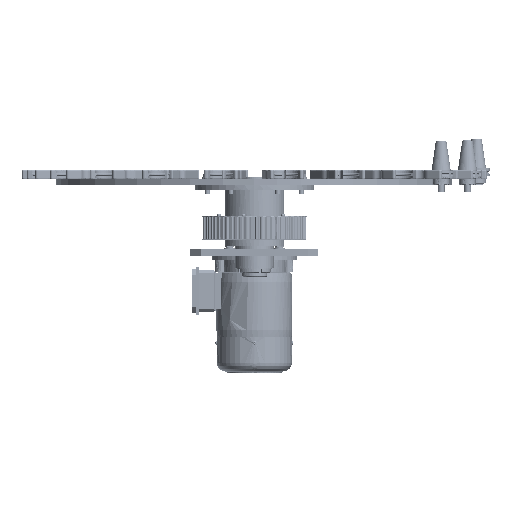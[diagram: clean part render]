
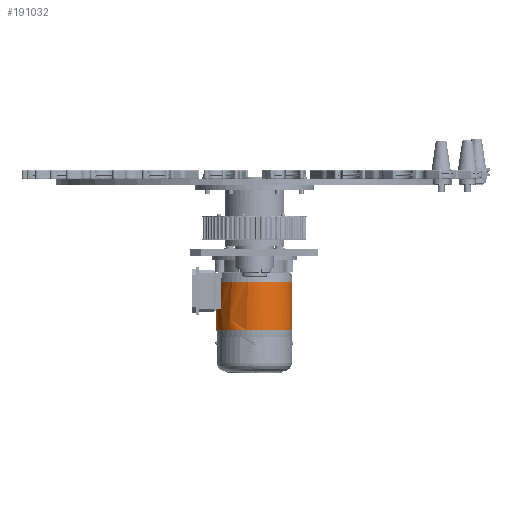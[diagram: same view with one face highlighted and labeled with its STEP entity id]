
A CAD part, left-side view. The second image highlights one B-rep face of the part: STEP entity #191032.
In plain terms, the highlighted free-form (B-spline) face has degree [2, 1] with [5, 2] control points.
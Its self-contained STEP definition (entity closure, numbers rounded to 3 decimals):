
#173826 = VERTEX_POINT('',#173827);
#173827 = CARTESIAN_POINT('',(169.963,-44.601,
    -54.205));
#173833 = EDGE_CURVE('',#173826,#173834,#173836,.T.);
#173834 = VERTEX_POINT('',#173835);
#173835 = CARTESIAN_POINT('',(169.963,-44.601,
    -154.414));
#173836 = B_SPLINE_CURVE_WITH_KNOTS('',1,(#173837,#173838),
  .UNSPECIFIED.,.F.,.F.,(2,2),(-56.5,56.5),.PIECEWISE_BEZIER_KNOTS.);
#173837 = CARTESIAN_POINT('',(169.963,-44.601,
    -54.205));
#173838 = CARTESIAN_POINT('',(169.963,-44.601,
    -154.414));
#173841 = VERTEX_POINT('',#173842);
#173842 = CARTESIAN_POINT('',(169.963,113.41,
    -154.414));
#173850 = EDGE_CURVE('',#173851,#173841,#173853,.T.);
#173851 = VERTEX_POINT('',#173852);
#173852 = CARTESIAN_POINT('',(169.963,113.41,
    -110.517));
#173853 = B_SPLINE_CURVE_WITH_KNOTS('',1,(#173854,#173855),
  .UNSPECIFIED.,.F.,.F.,(2,2),(7.,56.5),.PIECEWISE_BEZIER_KNOTS.);
#173854 = CARTESIAN_POINT('',(169.963,113.41,
    -110.517));
#173855 = CARTESIAN_POINT('',(169.963,113.41,
    -154.414));
#173974 = VERTEX_POINT('',#173975);
#173975 = CARTESIAN_POINT('',(90.958,34.405,
    -54.205));
#173980 = EDGE_CURVE('',#173826,#173974,#173981,.T.);
#173981 = ( BOUNDED_CURVE() B_SPLINE_CURVE(2,(#173982,#173983,#173984),
.UNSPECIFIED.,.F.,.F.) B_SPLINE_CURVE_WITH_KNOTS((3,3),(3.142,
4.712),.PIECEWISE_BEZIER_KNOTS.) CURVE() 
GEOMETRIC_REPRESENTATION_ITEM() RATIONAL_B_SPLINE_CURVE((1.,
0.707,1.)) REPRESENTATION_ITEM('') );
#173982 = CARTESIAN_POINT('',(169.963,-44.601,
    -54.205));
#173983 = CARTESIAN_POINT('',(90.958,-44.601,
    -54.205));
#173984 = CARTESIAN_POINT('',(90.958,34.405,
    -54.205));
#190903 = EDGE_CURVE('',#190904,#190906,#190908,.T.);
#190904 = VERTEX_POINT('',#190905);
#190905 = CARTESIAN_POINT('',(132.274,103.841,
    -54.205));
#190906 = VERTEX_POINT('',#190907);
#190907 = CARTESIAN_POINT('',(132.274,103.841,
    -110.517));
#190908 = B_SPLINE_CURVE_WITH_KNOTS('',1,(#190909,#190910),
  .UNSPECIFIED.,.F.,.F.,(2,2),(-56.5,7.),.PIECEWISE_BEZIER_KNOTS.);
#190909 = CARTESIAN_POINT('',(132.274,103.841,
    -54.205));
#190910 = CARTESIAN_POINT('',(132.274,103.841,
    -110.517));
#190935 = EDGE_CURVE('',#190906,#173851,#190936,.T.);
#190936 = ( BOUNDED_CURVE() B_SPLINE_CURVE(2,(#190937,#190938,#190939),
.UNSPECIFIED.,.F.,.F.) B_SPLINE_CURVE_WITH_KNOTS((3,3),(5.786,
6.283),.PIECEWISE_BEZIER_KNOTS.) CURVE() 
GEOMETRIC_REPRESENTATION_ITEM() RATIONAL_B_SPLINE_CURVE((1.,
0.969,1.)) REPRESENTATION_ITEM('') );
#190937 = CARTESIAN_POINT('',(132.274,103.841,
    -110.517));
#190938 = CARTESIAN_POINT('',(149.904,113.41,
    -110.517));
#190939 = CARTESIAN_POINT('',(169.963,113.41,
    -110.517));
#190995 = EDGE_CURVE('',#173974,#190904,#190996,.T.);
#190996 = ( BOUNDED_CURVE() B_SPLINE_CURVE(2,(#190997,#190998,#190999),
.UNSPECIFIED.,.F.,.F.) B_SPLINE_CURVE_WITH_KNOTS((3,3),(4.712,
5.786),.PIECEWISE_BEZIER_KNOTS.) CURVE() 
GEOMETRIC_REPRESENTATION_ITEM() RATIONAL_B_SPLINE_CURVE((1.,
0.859,1.)) REPRESENTATION_ITEM('') );
#190997 = CARTESIAN_POINT('',(90.958,34.405,
    -54.205));
#190998 = CARTESIAN_POINT('',(90.958,81.415,
    -54.205));
#190999 = CARTESIAN_POINT('',(132.274,103.841,
    -54.205));
#191014 = EDGE_CURVE('',#173841,#173834,#191015,.T.);
#191015 = ( BOUNDED_CURVE() B_SPLINE_CURVE(2,(#191016,#191017,#191018,
#191019,#191020),.UNSPECIFIED.,.F.,.F.) B_SPLINE_CURVE_WITH_KNOTS((3,2,3
),(0.,1.571,3.142),.PIECEWISE_BEZIER_KNOTS.) CURVE() 
GEOMETRIC_REPRESENTATION_ITEM() RATIONAL_B_SPLINE_CURVE((1.,
0.707,1.,0.707,1.)) REPRESENTATION_ITEM('') );
#191016 = CARTESIAN_POINT('',(169.963,113.41,
    -154.414));
#191017 = CARTESIAN_POINT('',(90.958,113.41,
    -154.414));
#191018 = CARTESIAN_POINT('',(90.958,34.405,
    -154.414));
#191019 = CARTESIAN_POINT('',(90.958,-44.601,
    -154.414));
#191020 = CARTESIAN_POINT('',(169.963,-44.601,
    -154.414));
#191032 = ADVANCED_FACE('',(#191033),#191042,.T.);
#191033 = FACE_BOUND('',#191034,.T.);
#191034 = EDGE_LOOP('',(#191035,#191036,#191037,#191038,#191039,#191040,
    #191041));
#191035 = ORIENTED_EDGE('',*,*,#173833,.F.);
#191036 = ORIENTED_EDGE('',*,*,#173980,.T.);
#191037 = ORIENTED_EDGE('',*,*,#190995,.T.);
#191038 = ORIENTED_EDGE('',*,*,#190903,.T.);
#191039 = ORIENTED_EDGE('',*,*,#190935,.T.);
#191040 = ORIENTED_EDGE('',*,*,#173850,.T.);
#191041 = ORIENTED_EDGE('',*,*,#191014,.T.);
#191042 = ( BOUNDED_SURFACE() B_SPLINE_SURFACE(2,1,(
    (#191043,#191044)
    ,(#191045,#191046)
    ,(#191047,#191048)
    ,(#191049,#191050)
    ,(#191051,#191052
)),.UNSPECIFIED.,.F.,.F.,.F.) B_SPLINE_SURFACE_WITH_KNOTS((3,2,3),(2,2),
  (3.142,4.712,6.283),(-56.5,56.5),
.PIECEWISE_BEZIER_KNOTS.) GEOMETRIC_REPRESENTATION_ITEM() 
RATIONAL_B_SPLINE_SURFACE((
    (1.,1.)
    ,(0.707,0.707)
    ,(1.,1.)
    ,(0.707,0.707)
,(1.,1.))) REPRESENTATION_ITEM('') SURFACE() );
#191043 = CARTESIAN_POINT('',(169.963,-44.601,
    -54.205));
#191044 = CARTESIAN_POINT('',(169.963,-44.601,
    -154.414));
#191045 = CARTESIAN_POINT('',(90.958,-44.601,
    -54.205));
#191046 = CARTESIAN_POINT('',(90.958,-44.601,
    -154.414));
#191047 = CARTESIAN_POINT('',(90.958,34.405,
    -54.205));
#191048 = CARTESIAN_POINT('',(90.958,34.405,
    -154.414));
#191049 = CARTESIAN_POINT('',(90.958,113.41,
    -54.205));
#191050 = CARTESIAN_POINT('',(90.958,113.41,
    -154.414));
#191051 = CARTESIAN_POINT('',(169.963,113.41,
    -54.205));
#191052 = CARTESIAN_POINT('',(169.963,113.41,
    -154.414));
